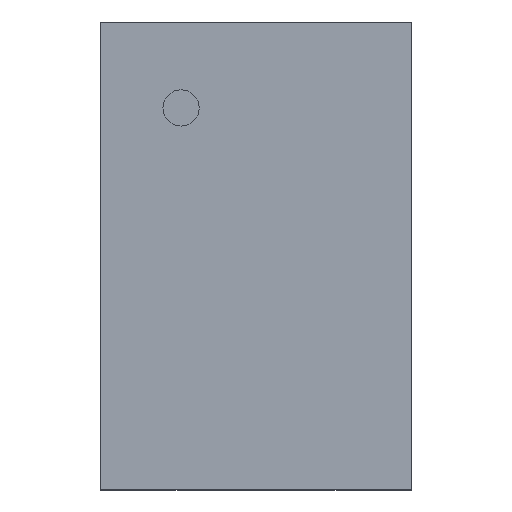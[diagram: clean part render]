
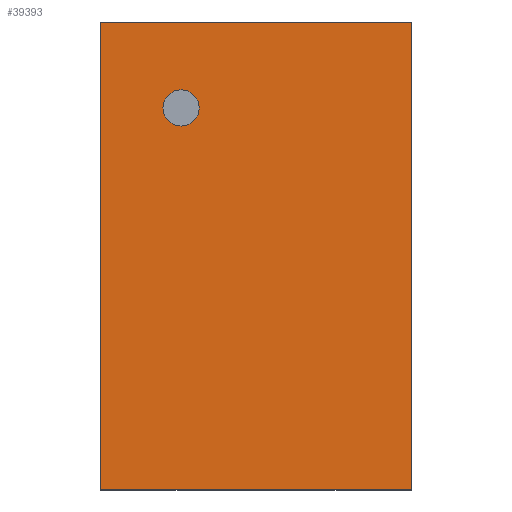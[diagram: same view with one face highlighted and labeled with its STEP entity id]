
A CAD part, top view. The second image highlights one B-rep face of the part: STEP entity #39393.
In plain terms, the highlighted planar face has unit normal (0, 0, 1).
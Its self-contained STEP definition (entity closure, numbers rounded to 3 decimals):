
#1298 = DIRECTION ( 'NONE',  ( 0., 0., 1. ) ) ;
#1868 = DIRECTION ( 'NONE',  ( 1., 0., 0. ) ) ;
#6681 = ORIENTED_EDGE ( 'NONE', *, *, #29643, .F. ) ;
#6757 = CARTESIAN_POINT ( 'NONE',  ( 0.807, 4.897, 1.6 ) ) ;
#7171 = EDGE_CURVE ( 'NONE', #10660, #31017, #15112, .T. ) ;
#7683 = EDGE_CURVE ( 'NONE', #31017, #31836, #27486, .T. ) ;
#7692 = AXIS2_PLACEMENT_3D ( 'NONE', #20281, #38048, #1868 ) ;
#7696 = ORIENTED_EDGE ( 'NONE', *, *, #7683, .T. ) ;
#8335 = ORIENTED_EDGE ( 'NONE', *, *, #16764, .T. ) ;
#9301 = ORIENTED_EDGE ( 'NONE', *, *, #7171, .T. ) ;
#9616 = CARTESIAN_POINT ( 'NONE',  ( 0., 0., 1.6 ) ) ;
#10660 = VERTEX_POINT ( 'NONE', #18079 ) ;
#11234 = VERTEX_POINT ( 'NONE', #27129 ) ;
#13126 = DIRECTION ( 'NONE',  ( 1., 0., 0. ) ) ;
#13452 = LINE ( 'NONE', #14649, #31602 ) ;
#14253 = FACE_BOUND ( 'NONE', #23098, .T. ) ;
#14649 = CARTESIAN_POINT ( 'NONE',  ( 4., 0., 1.6 ) ) ;
#14702 = FACE_OUTER_BOUND ( 'NONE', #37497, .T. ) ;
#15112 = LINE ( 'NONE', #18631, #21322 ) ;
#16299 = EDGE_CURVE ( 'NONE', #11234, #28205, #39470, .T. ) ;
#16502 = CARTESIAN_POINT ( 'NONE',  ( 1.039, 4.897, 1.6 ) ) ;
#16682 = DIRECTION ( 'NONE',  ( 0., 0., 1. ) ) ;
#16712 = PLANE ( 'NONE',  #7692 ) ;
#16764 = EDGE_CURVE ( 'NONE', #29875, #10660, #20941, .T. ) ;
#17719 = DIRECTION ( 'NONE',  ( 0., 1., 0. ) ) ;
#18079 = CARTESIAN_POINT ( 'NONE',  ( 0., 6., 1.6 ) ) ;
#18265 = CIRCLE ( 'NONE', #21889, 0.232 ) ;
#18631 = CARTESIAN_POINT ( 'NONE',  ( 0., 6., 1.6 ) ) ;
#20281 = CARTESIAN_POINT ( 'NONE',  ( 0., 0., 1.6 ) ) ;
#20941 = LINE ( 'NONE', #21159, #26209 ) ;
#21159 = CARTESIAN_POINT ( 'NONE',  ( 4., 6., 1.6 ) ) ;
#21322 = VECTOR ( 'NONE', #28126, 1000. ) ;
#21889 = AXIS2_PLACEMENT_3D ( 'NONE', #38541, #16682, #32033 ) ;
#22702 = VECTOR ( 'NONE', #13126, 1000. ) ;
#23098 = EDGE_LOOP ( 'NONE', ( #29727, #6681 ) ) ;
#24384 = DIRECTION ( 'NONE',  ( -1., 0., 0. ) ) ;
#24455 = CARTESIAN_POINT ( 'NONE',  ( 4., 6., 1.6 ) ) ;
#24893 = CARTESIAN_POINT ( 'NONE',  ( 0., 0., 1.6 ) ) ;
#25218 = DIRECTION ( 'NONE',  ( 1., 0., 0. ) ) ;
#25453 = EDGE_CURVE ( 'NONE', #31836, #29875, #13452, .T. ) ;
#26209 = VECTOR ( 'NONE', #24384, 1000. ) ;
#27129 = CARTESIAN_POINT ( 'NONE',  ( 1.27, 4.897, 1.6 ) ) ;
#27486 = LINE ( 'NONE', #9616, #22702 ) ;
#28126 = DIRECTION ( 'NONE',  ( 0., -1., 0. ) ) ;
#28205 = VERTEX_POINT ( 'NONE', #6757 ) ;
#29643 = EDGE_CURVE ( 'NONE', #28205, #11234, #18265, .T. ) ;
#29727 = ORIENTED_EDGE ( 'NONE', *, *, #16299, .F. ) ;
#29875 = VERTEX_POINT ( 'NONE', #24455 ) ;
#31017 = VERTEX_POINT ( 'NONE', #24893 ) ;
#31602 = VECTOR ( 'NONE', #17719, 1000. ) ;
#31836 = VERTEX_POINT ( 'NONE', #38793 ) ;
#32033 = DIRECTION ( 'NONE',  ( 1., 0., 0. ) ) ;
#34940 = AXIS2_PLACEMENT_3D ( 'NONE', #16502, #1298, #25218 ) ;
#35110 = ORIENTED_EDGE ( 'NONE', *, *, #25453, .T. ) ;
#37497 = EDGE_LOOP ( 'NONE', ( #7696, #35110, #8335, #9301 ) ) ;
#38048 = DIRECTION ( 'NONE',  ( 0., 0., 1. ) ) ;
#38541 = CARTESIAN_POINT ( 'NONE',  ( 1.039, 4.897, 1.6 ) ) ;
#38793 = CARTESIAN_POINT ( 'NONE',  ( 4., 0., 1.6 ) ) ;
#39393 = ADVANCED_FACE ( 'NONE', ( #14253, #14702 ), #16712, .T. ) ;
#39470 = CIRCLE ( 'NONE', #34940, 0.232 ) ;
